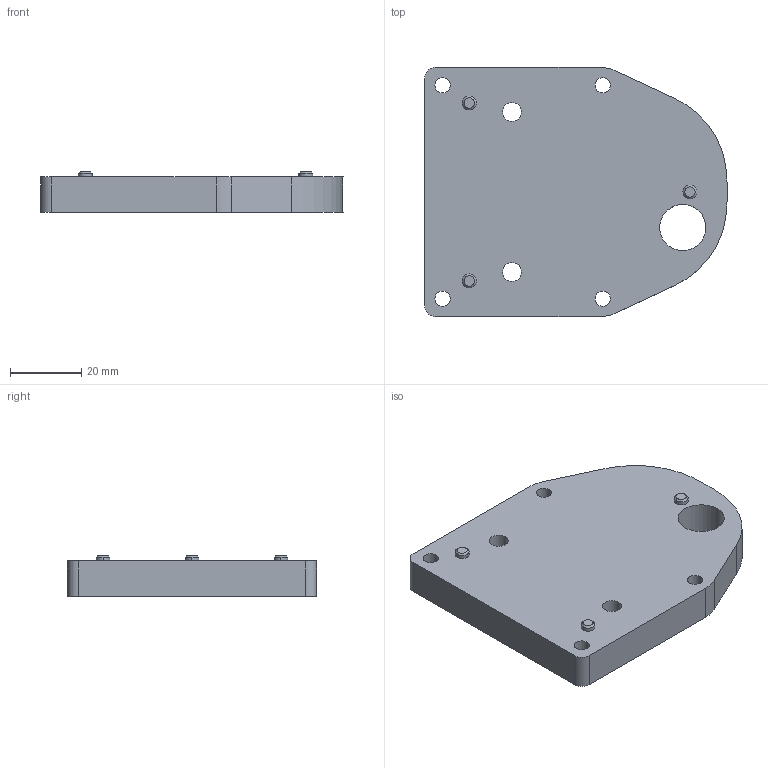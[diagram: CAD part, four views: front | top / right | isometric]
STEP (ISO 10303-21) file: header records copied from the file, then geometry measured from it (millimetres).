
FILE_DESCRIPTION (( 'STEP AP203' ), '1' );
FILE_NAME ('C-441-S.STEP', '2017-12-05T05:36:43', ( '' ), ( '' ), 'SwSTEP 2.0', 'SolidWorks 2014', '' );
FILE_SCHEMA (( 'CONFIG_CONTROL_DESIGN' ));
Length unit declared in the file: millimetre
Products named in the file (1): C-441-S
Bounding box: 84.98 x 70 x 11.5 mm (x, y, z)
Volume: 32559 mm3; surface area: 15967.5 mm2
Topology: 1 solids, 1 shells, 84 faces, 219 edges, 144 vertices
Faces by surface type: cylinder 50, plane 28, cone 6
Entity records: 2726 total; most frequent: DIRECTION 495, CARTESIAN_POINT 448, ORIENTED_EDGE 438, EDGE_CURVE 219, AXIS2_PLACEMENT_3D 191, VERTEX_POINT 144, LINE 113, VECTOR 113
